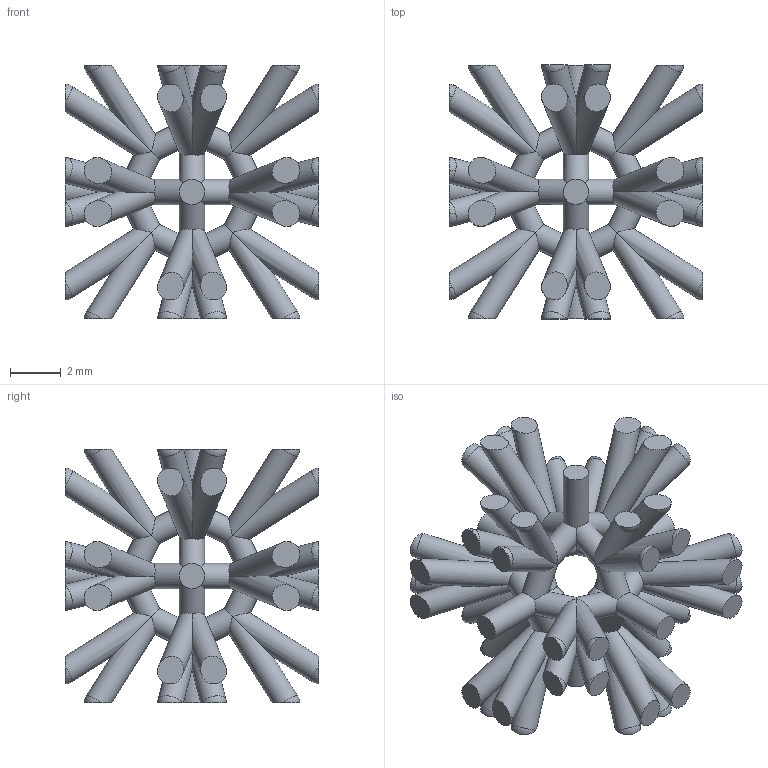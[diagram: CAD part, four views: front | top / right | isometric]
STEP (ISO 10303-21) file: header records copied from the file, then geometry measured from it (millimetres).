
FILE_DESCRIPTION(('Open CASCADE Model'),'2;1');
FILE_NAME('Open CASCADE Shape Model','2024-06-13T04:27:40',('Author'),( 'Open CASCADE'),'Open CASCADE STEP processor 7.7','Open CASCADE 7.7' ,'Unknown');
FILE_SCHEMA(('AUTOMOTIVE_DESIGN { 1 0 10303 214 1 1 1 1 }'));
Length unit declared in the file: millimetre
Products named in the file (1): Open CASCADE STEP translator 7.7 96
Bounding box: 10 x 10 x 10 mm (x, y, z)
Volume: 156.1 mm3; surface area: 585.6 mm2
Topology: 1 solids, 1 shells, 196 faces, 694 edges, 446 vertices
Faces by surface type: cylinder 78, sphere 64, plane 54
Full cylindrical faces by diameter (mm): 1 x78
Entity records: 23705 total; most frequent: CARTESIAN_POINT 11774, DIRECTION 2144, ORIENTED_EDGE 1308, PCURVE 1308, DEFINITIONAL_REPRESENTATION 1308, AXIS2_PLACEMENT_3D 773, B_SPLINE_CURVE_WITH_KNOTS 766, EDGE_CURVE 654
